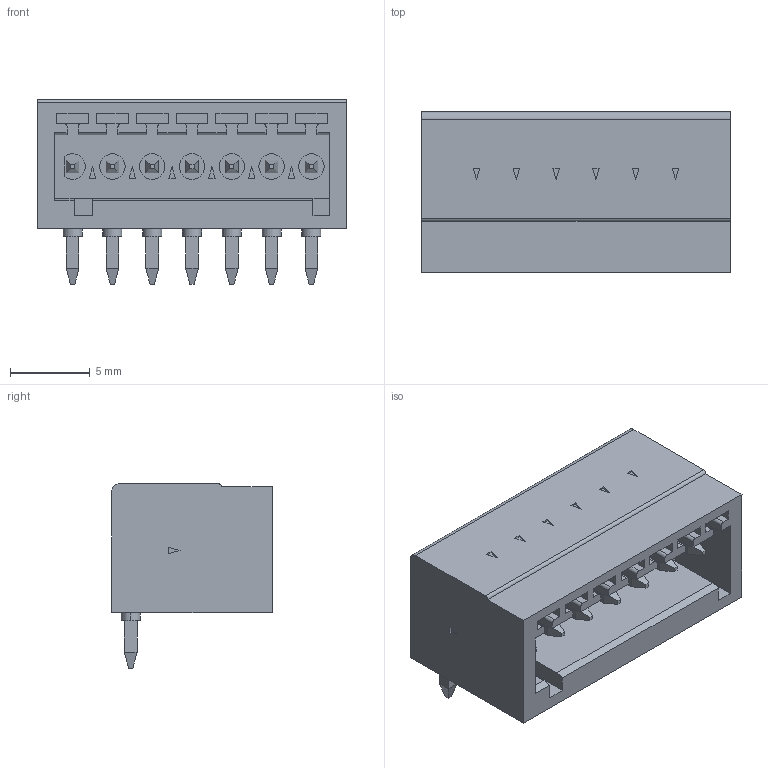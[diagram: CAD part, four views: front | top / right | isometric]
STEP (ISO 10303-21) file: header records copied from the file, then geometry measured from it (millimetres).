
FILE_DESCRIPTION((''),'2;1');
FILE_NAME('PHOENIX_1881493.stp','2013-06-11T12:38:49',(''),(''),'Mechanical Desktop 2011','Mechanical Desktop 2011',', , ');
FILE_SCHEMA(('AUTOMOTIVE_DESIGN { 1 2 10303 214 1 1 1 1 }'));
Length unit declared in the file: millimetre
Products named in the file (1): Product
Bounding box: 19.4 x 10.1 x 11.6 mm (x, y, z)
Volume: 1123.4 mm3; surface area: 1594.8 mm2
Topology: 29 solids, 29 shells, 385 faces, 871 edges, 562 vertices
Faces by surface type: plane 323, cylinder 62
Entity records: 10605 total; most frequent: CARTESIAN_POINT 1819, DIRECTION 1767, ORIENTED_EDGE 1742, EDGE_CURVE 871, VECTOR 747, LINE 747, VERTEX_POINT 562, AXIS2_PLACEMENT_3D 510
